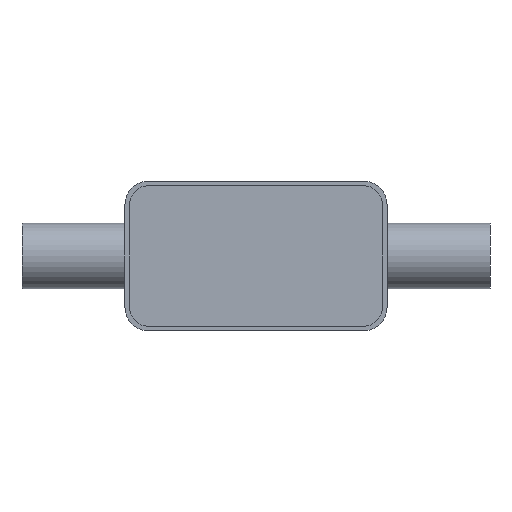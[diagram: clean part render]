
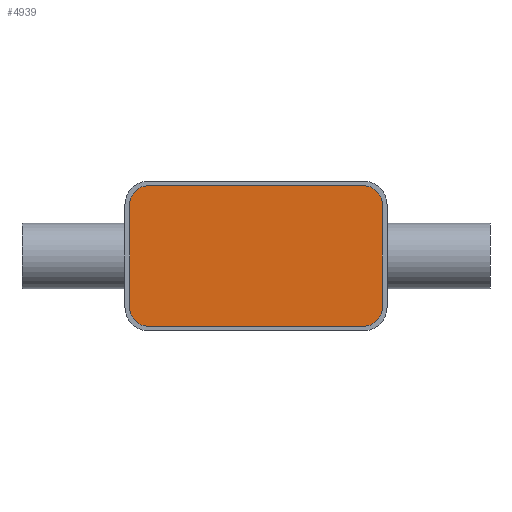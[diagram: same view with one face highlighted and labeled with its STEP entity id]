
A CAD part, front view. The second image highlights one B-rep face of the part: STEP entity #4939.
In plain terms, the highlighted planar face has unit normal (0, -1, 0).
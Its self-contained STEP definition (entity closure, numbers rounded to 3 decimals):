
#4708=CARTESIAN_POINT('',(11.5,0.,5.5));
#4709=DIRECTION('',(0.,-1.,0.));
#4710=DIRECTION('',(1.,0.,0.));
#4711=AXIS2_PLACEMENT_3D('',#4708,#4709,#4710);
#4716=DIRECTION('',(0.,0.,-1.));
#4717=VECTOR('',#4716,11.);
#4718=CARTESIAN_POINT('',(13.5,0.,5.5));
#4719=LINE('',#4718,#4717);
#4723=CARTESIAN_POINT('',(11.5,0.,-5.5));
#4724=DIRECTION('',(0.,-1.,0.));
#4725=DIRECTION('',(0.,0.,-1.));
#4726=AXIS2_PLACEMENT_3D('',#4723,#4724,#4725);
#4731=DIRECTION('',(-1.,0.,0.));
#4732=VECTOR('',#4731,23.);
#4733=CARTESIAN_POINT('',(11.5,0.,-7.5));
#4734=LINE('',#4733,#4732);
#4738=CARTESIAN_POINT('',(-11.5,0.,-5.5));
#4739=DIRECTION('',(0.,-1.,0.));
#4740=DIRECTION('',(-1.,0.,0.));
#4741=AXIS2_PLACEMENT_3D('',#4738,#4739,#4740);
#4746=DIRECTION('',(0.,0.,1.));
#4747=VECTOR('',#4746,11.);
#4748=CARTESIAN_POINT('',(-13.5,0.,-5.5));
#4749=LINE('',#4748,#4747);
#4753=CARTESIAN_POINT('',(-11.5,0.,5.5));
#4754=DIRECTION('',(0.,-1.,0.));
#4755=DIRECTION('',(0.,0.,1.));
#4756=AXIS2_PLACEMENT_3D('',#4753,#4754,#4755);
#4761=DIRECTION('',(1.,0.,0.));
#4762=VECTOR('',#4761,23.);
#4763=CARTESIAN_POINT('',(-11.5,0.,7.5));
#4764=LINE('',#4763,#4762);
#4884=CARTESIAN_POINT('',(13.5,0.,5.5));
#4885=CARTESIAN_POINT('',(11.5,0.,7.5));
#4886=VERTEX_POINT('',#4884);
#4887=VERTEX_POINT('',#4885);
#4892=CARTESIAN_POINT('',(-11.5,0.,7.5));
#4893=CARTESIAN_POINT('',(-13.5,0.,5.5));
#4894=VERTEX_POINT('',#4892);
#4895=VERTEX_POINT('',#4893);
#4900=CARTESIAN_POINT('',(11.5,0.,-7.5));
#4901=CARTESIAN_POINT('',(13.5,0.,-5.5));
#4902=VERTEX_POINT('',#4900);
#4903=VERTEX_POINT('',#4901);
#4908=CARTESIAN_POINT('',(-13.5,0.,-5.5));
#4909=CARTESIAN_POINT('',(-11.5,0.,-7.5));
#4910=VERTEX_POINT('',#4908);
#4911=VERTEX_POINT('',#4909);
#4916=CARTESIAN_POINT('',(0.,0.,0.));
#4917=DIRECTION('',(0.,1.,0.));
#4918=DIRECTION('',(1.,0.,0.));
#4919=AXIS2_PLACEMENT_3D('',#4916,#4917,#4918);
#4920=PLANE('',#4919);
#4922=ORIENTED_EDGE('',*,*,#4921,.F.);
#4924=ORIENTED_EDGE('',*,*,#4923,.T.);
#4926=ORIENTED_EDGE('',*,*,#4925,.F.);
#4928=ORIENTED_EDGE('',*,*,#4927,.T.);
#4930=ORIENTED_EDGE('',*,*,#4929,.F.);
#4932=ORIENTED_EDGE('',*,*,#4931,.T.);
#4934=ORIENTED_EDGE('',*,*,#4933,.F.);
#4936=ORIENTED_EDGE('',*,*,#4935,.T.);
#4937=EDGE_LOOP('',(#4922,#4924,#4926,#4928,#4930,#4932,#4934,#4936));
#4938=FACE_OUTER_BOUND('',#4937,.F.);
#4939=ADVANCED_FACE('',(#4938),#4920,.F.);
#4712=CIRCLE('',#4711,2.);
#4727=CIRCLE('',#4726,2.);
#4742=CIRCLE('',#4741,2.);
#4757=CIRCLE('',#4756,2.);
#4921=EDGE_CURVE('',#4886,#4887,#4712,.T.);
#4923=EDGE_CURVE('',#4886,#4903,#4719,.T.);
#4925=EDGE_CURVE('',#4902,#4903,#4727,.T.);
#4927=EDGE_CURVE('',#4902,#4911,#4734,.T.);
#4929=EDGE_CURVE('',#4910,#4911,#4742,.T.);
#4931=EDGE_CURVE('',#4910,#4895,#4749,.T.);
#4933=EDGE_CURVE('',#4894,#4895,#4757,.T.);
#4935=EDGE_CURVE('',#4894,#4887,#4764,.T.);
